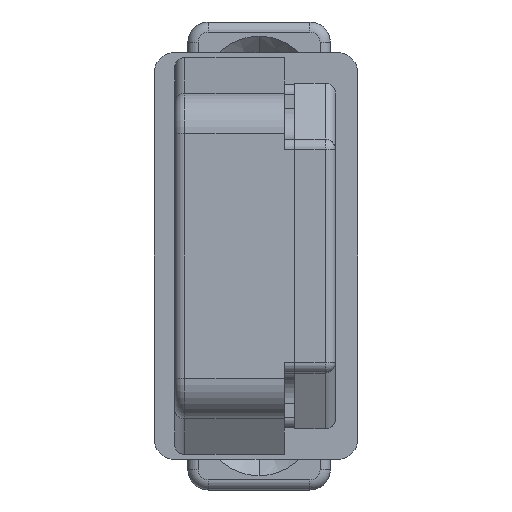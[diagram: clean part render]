
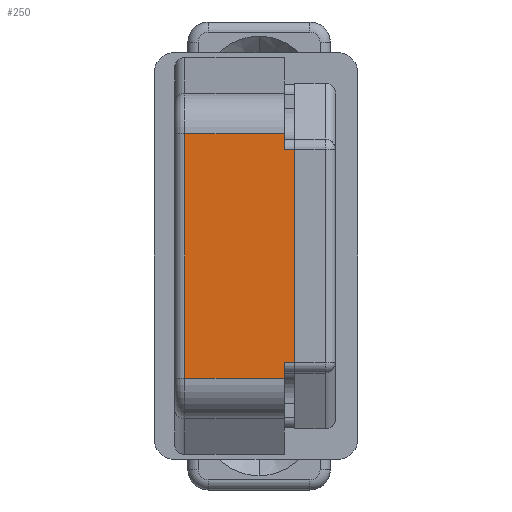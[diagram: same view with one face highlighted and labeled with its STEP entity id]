
A CAD part, left-side view. The second image highlights one B-rep face of the part: STEP entity #250.
In plain terms, the highlighted planar face has unit normal (-1, 0, 0).
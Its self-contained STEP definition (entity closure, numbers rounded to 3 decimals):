
#35 = CARTESIAN_POINT ( 'NONE',  ( -21., 0., 0. ) ) ;
#198 = LINE ( 'NONE', #568, #2621 ) ;
#250 = ADVANCED_FACE ( 'NONE', ( #2286 ), #4530, .F. ) ;
#377 = CARTESIAN_POINT ( 'NONE',  ( -21., -1.75, 5.25 ) ) ;
#382 = VERTEX_POINT ( 'NONE', #2944 ) ;
#449 = ORIENTED_EDGE ( 'NONE', *, *, #2961, .T. ) ;
#457 = ORIENTED_EDGE ( 'NONE', *, *, #3737, .T. ) ;
#568 = CARTESIAN_POINT ( 'NONE',  ( -21., -1.25, 5.25 ) ) ;
#739 = DIRECTION ( 'NONE',  ( 0., 0., 1. ) ) ;
#799 = CARTESIAN_POINT ( 'NONE',  ( -21., -1.75, 7.95 ) ) ;
#800 = VECTOR ( 'NONE', #2874, 1000. ) ;
#845 = VERTEX_POINT ( 'NONE', #5370 ) ;
#999 = AXIS2_PLACEMENT_3D ( 'NONE', #35, #6408, #3419 ) ;
#1060 = CARTESIAN_POINT ( 'NONE',  ( -21., 0., -6. ) ) ;
#1176 = VECTOR ( 'NONE', #4521, 1000. ) ;
#1210 = DIRECTION ( 'NONE',  ( 0., -1., 0. ) ) ;
#1267 = CARTESIAN_POINT ( 'NONE',  ( -21., -1.25, 6. ) ) ;
#1335 = EDGE_CURVE ( 'NONE', #2922, #5719, #4978, .T. ) ;
#1339 = VERTEX_POINT ( 'NONE', #2197 ) ;
#1384 = LINE ( 'NONE', #4083, #5034 ) ;
#1450 = ORIENTED_EDGE ( 'NONE', *, *, #2801, .T. ) ;
#1545 = CARTESIAN_POINT ( 'NONE',  ( -21., -1.25, -9.75 ) ) ;
#1943 = CARTESIAN_POINT ( 'NONE',  ( -21., -1.25, 5.75 ) ) ;
#1988 = VERTEX_POINT ( 'NONE', #4549 ) ;
#2012 = EDGE_LOOP ( 'NONE', ( #5772, #3487, #449, #457, #4036, #2306, #2221, #1450 ) ) ;
#2185 = LINE ( 'NONE', #1060, #5686 ) ;
#2197 = CARTESIAN_POINT ( 'NONE',  ( -21., -1.25, -6. ) ) ;
#2221 = ORIENTED_EDGE ( 'NONE', *, *, #3696, .T. ) ;
#2286 = FACE_OUTER_BOUND ( 'NONE', #2012, .T. ) ;
#2306 = ORIENTED_EDGE ( 'NONE', *, *, #1335, .T. ) ;
#2526 = VERTEX_POINT ( 'NONE', #1267 ) ;
#2586 = DIRECTION ( 'NONE',  ( 0., 0., -1. ) ) ;
#2621 = VECTOR ( 'NONE', #3994, 1000. ) ;
#2685 = EDGE_CURVE ( 'NONE', #2526, #382, #3417, .T. ) ;
#2801 = EDGE_CURVE ( 'NONE', #1988, #2526, #5286, .T. ) ;
#2874 = DIRECTION ( 'NONE',  ( 0., 1., 0. ) ) ;
#2922 = VERTEX_POINT ( 'NONE', #5982 ) ;
#2944 = CARTESIAN_POINT ( 'NONE',  ( -21., 3.65, 6. ) ) ;
#2961 = EDGE_CURVE ( 'NONE', #845, #1339, #2185, .T. ) ;
#3048 = DIRECTION ( 'NONE',  ( 0., -1., 0. ) ) ;
#3192 = CARTESIAN_POINT ( 'NONE',  ( -21., -1.25, -5.25 ) ) ;
#3417 = LINE ( 'NONE', #3872, #800 ) ;
#3419 = DIRECTION ( 'NONE',  ( 0., 0., -1. ) ) ;
#3487 = ORIENTED_EDGE ( 'NONE', *, *, #6245, .T. ) ;
#3696 = EDGE_CURVE ( 'NONE', #5719, #1988, #198, .T. ) ;
#3737 = EDGE_CURVE ( 'NONE', #1339, #6370, #4969, .T. ) ;
#3805 = VECTOR ( 'NONE', #5909, 1000. ) ;
#3872 = CARTESIAN_POINT ( 'NONE',  ( -21., 0., 6. ) ) ;
#3994 = DIRECTION ( 'NONE',  ( 0., 1., 0. ) ) ;
#4036 = ORIENTED_EDGE ( 'NONE', *, *, #5282, .T. ) ;
#4083 = CARTESIAN_POINT ( 'NONE',  ( -21., 3.65, -6. ) ) ;
#4174 = CARTESIAN_POINT ( 'NONE',  ( -21., -1.75, -5.25 ) ) ;
#4521 = DIRECTION ( 'NONE',  ( 0., 0., 1. ) ) ;
#4530 = PLANE ( 'NONE',  #999 ) ;
#4549 = CARTESIAN_POINT ( 'NONE',  ( -21., -1.25, 5.25 ) ) ;
#4823 = VECTOR ( 'NONE', #739, 1000. ) ;
#4969 = LINE ( 'NONE', #1545, #1176 ) ;
#4978 = LINE ( 'NONE', #799, #4823 ) ;
#5034 = VECTOR ( 'NONE', #2586, 1000. ) ;
#5234 = VECTOR ( 'NONE', #1210, 1000. ) ;
#5282 = EDGE_CURVE ( 'NONE', #6370, #2922, #6399, .T. ) ;
#5286 = LINE ( 'NONE', #1943, #3805 ) ;
#5370 = CARTESIAN_POINT ( 'NONE',  ( -21., 3.65, -6. ) ) ;
#5686 = VECTOR ( 'NONE', #3048, 1000. ) ;
#5719 = VERTEX_POINT ( 'NONE', #377 ) ;
#5772 = ORIENTED_EDGE ( 'NONE', *, *, #2685, .T. ) ;
#5909 = DIRECTION ( 'NONE',  ( 0., 0., 1. ) ) ;
#5982 = CARTESIAN_POINT ( 'NONE',  ( -21., -1.75, -5.25 ) ) ;
#6245 = EDGE_CURVE ( 'NONE', #382, #845, #1384, .T. ) ;
#6370 = VERTEX_POINT ( 'NONE', #3192 ) ;
#6399 = LINE ( 'NONE', #4174, #5234 ) ;
#6408 = DIRECTION ( 'NONE',  ( 1., 0., 0. ) ) ;
